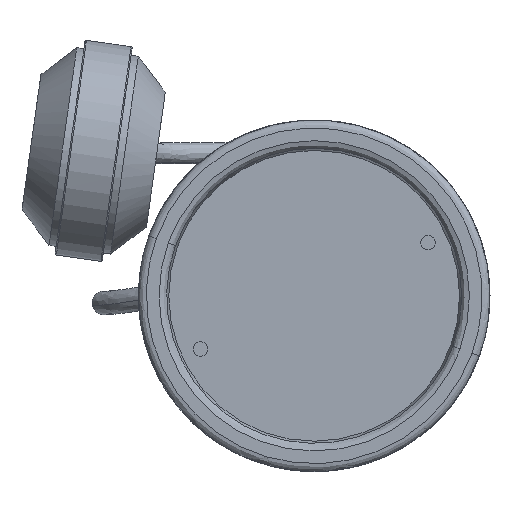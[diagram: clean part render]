
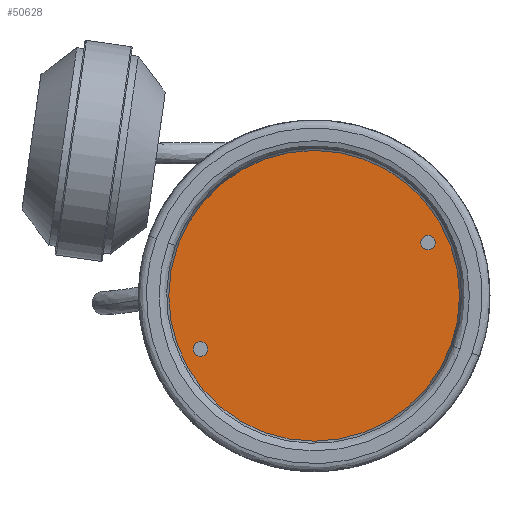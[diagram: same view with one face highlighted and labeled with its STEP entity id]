
A CAD part, front view. The second image highlights one B-rep face of the part: STEP entity #50628.
In plain terms, the highlighted planar face has unit normal (0, -1, 0).
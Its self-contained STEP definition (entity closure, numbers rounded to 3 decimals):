
#231 = AXIS2_PLACEMENT_3D ( 'NONE', #44026, #54261, #5319 ) ;
#664 = CARTESIAN_POINT ( 'NONE',  ( 0., 5.2, 0. ) ) ;
#1036 = CIRCLE ( 'NONE', #65174, 2.75 ) ;
#1547 = DIRECTION ( 'NONE',  ( 0., -1., 0. ) ) ;
#4310 = CARTESIAN_POINT ( 'NONE',  ( -30.838, 5.2, -33.588 ) ) ;
#5319 = DIRECTION ( 'NONE',  ( 1., 0., 0. ) ) ;
#6651 = DIRECTION ( 'NONE',  ( 0., -1., 0. ) ) ;
#6673 = DIRECTION ( 'NONE',  ( 1., 0., 0. ) ) ;
#10535 = DIRECTION ( 'NONE',  ( 0., 0., -1. ) ) ;
#11924 = VERTEX_POINT ( 'NONE', #51008 ) ;
#15187 = EDGE_LOOP ( 'NONE', ( #21144, #39850 ) ) ;
#15400 = CARTESIAN_POINT ( 'NONE',  ( -110., 5.2, -110. ) ) ;
#15749 = VERTEX_POINT ( 'NONE', #62146 ) ;
#16259 = EDGE_CURVE ( 'NONE', #41609, #11924, #54389, .T. ) ;
#20463 = CIRCLE ( 'NONE', #231, 2.75 ) ;
#21144 = ORIENTED_EDGE ( 'NONE', *, *, #16259, .F. ) ;
#22787 = EDGE_CURVE ( 'NONE', #40110, #28809, #1036, .T. ) ;
#24378 = ORIENTED_EDGE ( 'NONE', *, *, #22787, .F. ) ;
#25234 = EDGE_CURVE ( 'NONE', #28809, #40110, #48819, .T. ) ;
#25581 = CARTESIAN_POINT ( 'NONE',  ( 33.588, 5.2, 33.588 ) ) ;
#28348 = AXIS2_PLACEMENT_3D ( 'NONE', #61083, #1547, #60387 ) ;
#28809 = VERTEX_POINT ( 'NONE', #35966 ) ;
#30198 = DIRECTION ( 'NONE',  ( 0., 0., 1. ) ) ;
#30901 = FACE_BOUND ( 'NONE', #62818, .T. ) ;
#31433 = DIRECTION ( 'NONE',  ( 0., -1., 0. ) ) ;
#35469 = CARTESIAN_POINT ( 'NONE',  ( 0., 5.2, 55. ) ) ;
#35482 = PLANE ( 'NONE',  #64297 ) ;
#35966 = CARTESIAN_POINT ( 'NONE',  ( -36.338, 5.2, -33.588 ) ) ;
#36117 = AXIS2_PLACEMENT_3D ( 'NONE', #664, #6651, #10535 ) ;
#36462 = EDGE_CURVE ( 'NONE', #15749, #66284, #53099, .T. ) ;
#36533 = FACE_OUTER_BOUND ( 'NONE', #40439, .T. ) ;
#37191 = DIRECTION ( 'NONE',  ( 0., -1., 0. ) ) ;
#37495 = ORIENTED_EDGE ( 'NONE', *, *, #36462, .T. ) ;
#38723 = CARTESIAN_POINT ( 'NONE',  ( 36.338, 5.2, 33.588 ) ) ;
#39850 = ORIENTED_EDGE ( 'NONE', *, *, #52743, .F. ) ;
#39941 = ORIENTED_EDGE ( 'NONE', *, *, #25234, .F. ) ;
#40110 = VERTEX_POINT ( 'NONE', #4310 ) ;
#40439 = EDGE_LOOP ( 'NONE', ( #37495, #50478 ) ) ;
#40774 = DIRECTION ( 'NONE',  ( 0., 1., 0. ) ) ;
#41474 = FACE_BOUND ( 'NONE', #15187, .T. ) ;
#41609 = VERTEX_POINT ( 'NONE', #38723 ) ;
#42693 = CARTESIAN_POINT ( 'NONE',  ( -33.588, 5.2, -33.588 ) ) ;
#44026 = CARTESIAN_POINT ( 'NONE',  ( 33.588, 5.2, 33.588 ) ) ;
#47388 = CIRCLE ( 'NONE', #36117, 55. ) ;
#48762 = AXIS2_PLACEMENT_3D ( 'NONE', #25581, #68238, #68574 ) ;
#48819 = CIRCLE ( 'NONE', #57824, 2.75 ) ;
#50442 = EDGE_CURVE ( 'NONE', #66284, #15749, #47388, .T. ) ;
#50478 = ORIENTED_EDGE ( 'NONE', *, *, #50442, .T. ) ;
#50628 = ADVANCED_FACE ( 'NONE', ( #41474, #30901, #36533 ), #35482, .F. ) ;
#51008 = CARTESIAN_POINT ( 'NONE',  ( 30.838, 5.2, 33.588 ) ) ;
#52743 = EDGE_CURVE ( 'NONE', #11924, #41609, #20463, .T. ) ;
#53099 = CIRCLE ( 'NONE', #28348, 55. ) ;
#54261 = DIRECTION ( 'NONE',  ( 0., -1., 0. ) ) ;
#54389 = CIRCLE ( 'NONE', #48762, 2.75 ) ;
#57824 = AXIS2_PLACEMENT_3D ( 'NONE', #63989, #37191, #58697 ) ;
#58697 = DIRECTION ( 'NONE',  ( 1., 0., 0. ) ) ;
#60387 = DIRECTION ( 'NONE',  ( 0., 0., -1. ) ) ;
#61083 = CARTESIAN_POINT ( 'NONE',  ( 0., 5.2, 0. ) ) ;
#62146 = CARTESIAN_POINT ( 'NONE',  ( 0., 5.2, -55. ) ) ;
#62818 = EDGE_LOOP ( 'NONE', ( #24378, #39941 ) ) ;
#63989 = CARTESIAN_POINT ( 'NONE',  ( -33.588, 5.2, -33.588 ) ) ;
#64297 = AXIS2_PLACEMENT_3D ( 'NONE', #15400, #40774, #30198 ) ;
#65174 = AXIS2_PLACEMENT_3D ( 'NONE', #42693, #31433, #6673 ) ;
#66284 = VERTEX_POINT ( 'NONE', #35469 ) ;
#68238 = DIRECTION ( 'NONE',  ( 0., -1., 0. ) ) ;
#68574 = DIRECTION ( 'NONE',  ( 1., 0., 0. ) ) ;
